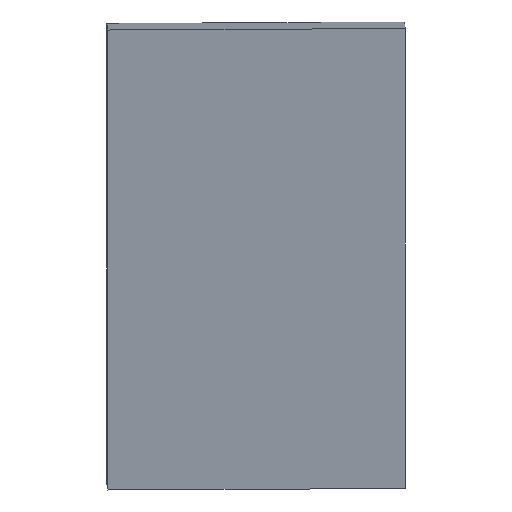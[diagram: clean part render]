
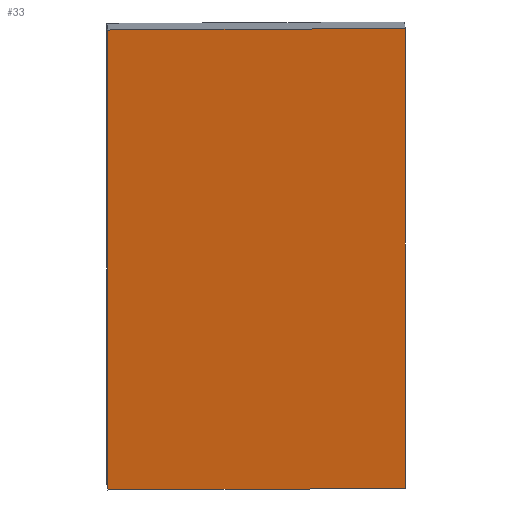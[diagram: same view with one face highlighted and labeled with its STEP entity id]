
A CAD part, front view. The second image highlights one B-rep face of the part: STEP entity #33.
In plain terms, the highlighted planar face has unit normal (0.029, -0.985, -0.171).
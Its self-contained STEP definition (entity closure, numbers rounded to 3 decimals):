
#5 = CARTESIAN_POINT ( 'NONE',  ( -61.314, -42.396, -117.373 ) ) ;
#7 = LINE ( 'NONE', #5, #15 ) ;
#11 = FACE_OUTER_BOUND ( 'NONE', #112, .T. ) ;
#15 = VECTOR ( 'NONE', #223, 1000. ) ;
#16 = ORIENTED_EDGE ( 'NONE', *, *, #172, .F. ) ;
#24 = CARTESIAN_POINT ( 'NONE',  ( 94.341, -37.954, -116.602 ) ) ;
#27 = DIRECTION ( 'NONE',  ( 0., -0.171, 0.985 ) ) ;
#33 = ADVANCED_FACE ( 'NONE', ( #11 ), #166, .F. ) ;
#63 = CARTESIAN_POINT ( 'NONE',  ( -61.314, -84.191, 123.297 ) ) ;
#65 = VERTEX_POINT ( 'NONE', #113 ) ;
#75 = VERTEX_POINT ( 'NONE', #225 ) ;
#76 = DIRECTION ( 'NONE',  ( 0., 0.171, -0.985 ) ) ;
#82 = DIRECTION ( 'NONE',  ( 1., 0.029, 0.005 ) ) ;
#86 = LINE ( 'NONE', #222, #217 ) ;
#108 = DIRECTION ( 'NONE',  ( -0.029, 0.985, 0.171 ) ) ;
#111 = AXIS2_PLACEMENT_3D ( 'NONE', #144, #108, #76 ) ;
#112 = EDGE_LOOP ( 'NONE', ( #173, #236, #122, #16 ) ) ;
#113 = CARTESIAN_POINT ( 'NONE',  ( -61.314, -84.191, 123.297 ) ) ;
#122 = ORIENTED_EDGE ( 'NONE', *, *, #218, .F. ) ;
#129 = CARTESIAN_POINT ( 'NONE',  ( -61.314, -42.396, -117.373 ) ) ;
#131 = VECTOR ( 'NONE', #167, 1000. ) ;
#136 = VERTEX_POINT ( 'NONE', #169 ) ;
#138 = EDGE_CURVE ( 'NONE', #163, #136, #7, .T. ) ;
#144 = CARTESIAN_POINT ( 'NONE',  ( -16.888, -37.989, -135.231 ) ) ;
#163 = VERTEX_POINT ( 'NONE', #129 ) ;
#164 = EDGE_CURVE ( 'NONE', #136, #75, #170, .T. ) ;
#166 = PLANE ( 'NONE',  #111 ) ;
#167 = DIRECTION ( 'NONE',  ( 0., -0.171, 0.985 ) ) ;
#169 = CARTESIAN_POINT ( 'NONE',  ( 94.341, -37.954, -116.602 ) ) ;
#170 = LINE ( 'NONE', #24, #131 ) ;
#172 = EDGE_CURVE ( 'NONE', #163, #65, #86, .T. ) ;
#173 = ORIENTED_EDGE ( 'NONE', *, *, #138, .T. ) ;
#182 = VECTOR ( 'NONE', #82, 1000. ) ;
#217 = VECTOR ( 'NONE', #27, 1000. ) ;
#218 = EDGE_CURVE ( 'NONE', #65, #75, #233, .T. ) ;
#222 = CARTESIAN_POINT ( 'NONE',  ( -61.314, -42.396, -117.373 ) ) ;
#223 = DIRECTION ( 'NONE',  ( 1., 0.029, 0.005 ) ) ;
#225 = CARTESIAN_POINT ( 'NONE',  ( 94.341, -79.749, 124.068 ) ) ;
#233 = LINE ( 'NONE', #63, #182 ) ;
#236 = ORIENTED_EDGE ( 'NONE', *, *, #164, .T. ) ;
